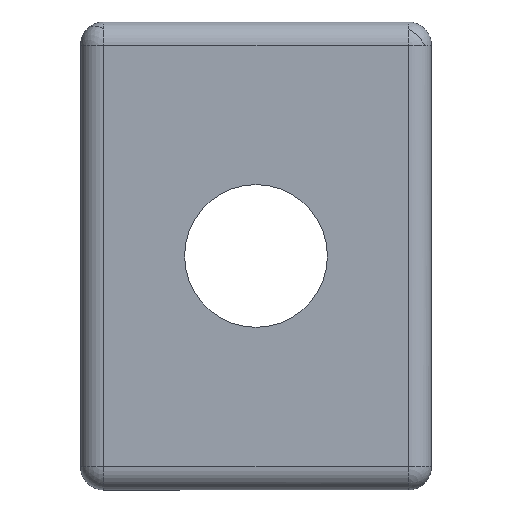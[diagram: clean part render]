
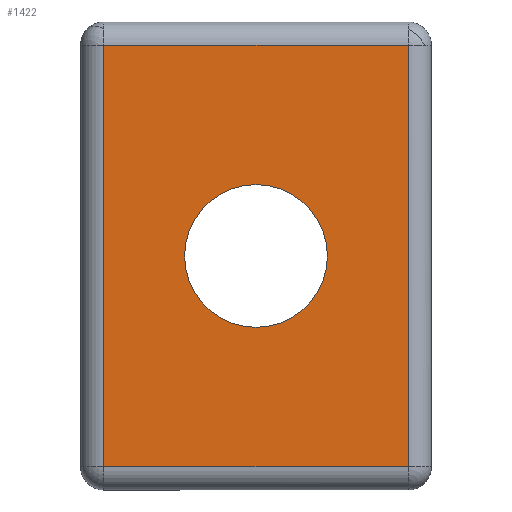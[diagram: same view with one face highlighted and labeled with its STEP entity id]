
A CAD part, top view. The second image highlights one B-rep face of the part: STEP entity #1422.
In plain terms, the highlighted planar face has unit normal (0, 0, 1).
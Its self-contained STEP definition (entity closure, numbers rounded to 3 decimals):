
#32 = DIRECTION ( 'NONE',  ( 0., 1., 0. ) ) ;
#88 = DIRECTION ( 'NONE',  ( 0., 0., 1. ) ) ;
#151 = CARTESIAN_POINT ( 'NONE',  ( 9.15, 0., 4. ) ) ;
#204 = ORIENTED_EDGE ( 'NONE', *, *, #1996, .F. ) ;
#227 = CARTESIAN_POINT ( 'NONE',  ( -22.5, 27., 4. ) ) ;
#251 = DIRECTION ( 'NONE',  ( -1., 0., 0. ) ) ;
#304 = VERTEX_POINT ( 'NONE', #369 ) ;
#369 = CARTESIAN_POINT ( 'NONE',  ( -19.5, -27., 4. ) ) ;
#385 = ORIENTED_EDGE ( 'NONE', *, *, #1866, .F. ) ;
#418 = EDGE_CURVE ( 'NONE', #304, #1320, #957, .T. ) ;
#445 = CARTESIAN_POINT ( 'NONE',  ( 0., 0., 4. ) ) ;
#466 = EDGE_LOOP ( 'NONE', ( #1865, #385 ) ) ;
#491 = EDGE_CURVE ( 'NONE', #1820, #607, #1346, .T. ) ;
#499 = CARTESIAN_POINT ( 'NONE',  ( -22.5, -27., 4. ) ) ;
#534 = CARTESIAN_POINT ( 'NONE',  ( -22.5, 30., 4. ) ) ;
#569 = LINE ( 'NONE', #499, #2006 ) ;
#576 = EDGE_CURVE ( 'NONE', #1688, #304, #569, .T. ) ;
#607 = VERTEX_POINT ( 'NONE', #151 ) ;
#646 = FACE_BOUND ( 'NONE', #466, .T. ) ;
#695 = VECTOR ( 'NONE', #1999, 1000. ) ;
#749 = DIRECTION ( 'NONE',  ( 0., 0., -1. ) ) ;
#800 = EDGE_LOOP ( 'NONE', ( #1922, #204, #1798, #1764 ) ) ;
#957 = LINE ( 'NONE', #1299, #2176 ) ;
#1054 = CARTESIAN_POINT ( 'NONE',  ( 19.5, -27., 4. ) ) ;
#1080 = AXIS2_PLACEMENT_3D ( 'NONE', #534, #749, #2235 ) ;
#1088 = VECTOR ( 'NONE', #1904, 1000. ) ;
#1106 = EDGE_CURVE ( 'NONE', #1320, #1489, #1791, .T. ) ;
#1299 = CARTESIAN_POINT ( 'NONE',  ( -19.5, 30., 4. ) ) ;
#1320 = VERTEX_POINT ( 'NONE', #1789 ) ;
#1346 = CIRCLE ( 'NONE', #2023, 9.15 ) ;
#1422 = ADVANCED_FACE ( 'NONE', ( #2222, #646 ), #1824, .F. ) ;
#1489 = VERTEX_POINT ( 'NONE', #2240 ) ;
#1549 = DIRECTION ( 'NONE',  ( -1., 0., 0. ) ) ;
#1688 = VERTEX_POINT ( 'NONE', #1054 ) ;
#1764 = ORIENTED_EDGE ( 'NONE', *, *, #418, .F. ) ;
#1789 = CARTESIAN_POINT ( 'NONE',  ( -19.5, 27., 4. ) ) ;
#1791 = LINE ( 'NONE', #227, #1088 ) ;
#1798 = ORIENTED_EDGE ( 'NONE', *, *, #1106, .F. ) ;
#1814 = DIRECTION ( 'NONE',  ( -1., 0., 0. ) ) ;
#1820 = VERTEX_POINT ( 'NONE', #2000 ) ;
#1824 = PLANE ( 'NONE',  #1080 ) ;
#1842 = AXIS2_PLACEMENT_3D ( 'NONE', #445, #88, #251 ) ;
#1865 = ORIENTED_EDGE ( 'NONE', *, *, #491, .F. ) ;
#1866 = EDGE_CURVE ( 'NONE', #607, #1820, #1876, .T. ) ;
#1876 = CIRCLE ( 'NONE', #1842, 9.15 ) ;
#1904 = DIRECTION ( 'NONE',  ( 1., 0., 0. ) ) ;
#1922 = ORIENTED_EDGE ( 'NONE', *, *, #576, .F. ) ;
#1965 = LINE ( 'NONE', #1993, #695 ) ;
#1993 = CARTESIAN_POINT ( 'NONE',  ( 19.5, 30., 4. ) ) ;
#1996 = EDGE_CURVE ( 'NONE', #1489, #1688, #1965, .T. ) ;
#1999 = DIRECTION ( 'NONE',  ( 0., -1., 0. ) ) ;
#2000 = CARTESIAN_POINT ( 'NONE',  ( -9.15, 0., 4. ) ) ;
#2006 = VECTOR ( 'NONE', #1814, 1000. ) ;
#2023 = AXIS2_PLACEMENT_3D ( 'NONE', #2113, #2272, #1549 ) ;
#2113 = CARTESIAN_POINT ( 'NONE',  ( 0., 0., 4. ) ) ;
#2176 = VECTOR ( 'NONE', #32, 1000. ) ;
#2222 = FACE_OUTER_BOUND ( 'NONE', #800, .T. ) ;
#2235 = DIRECTION ( 'NONE',  ( -1., 0., 0. ) ) ;
#2240 = CARTESIAN_POINT ( 'NONE',  ( 19.5, 27., 4. ) ) ;
#2272 = DIRECTION ( 'NONE',  ( 0., 0., 1. ) ) ;
